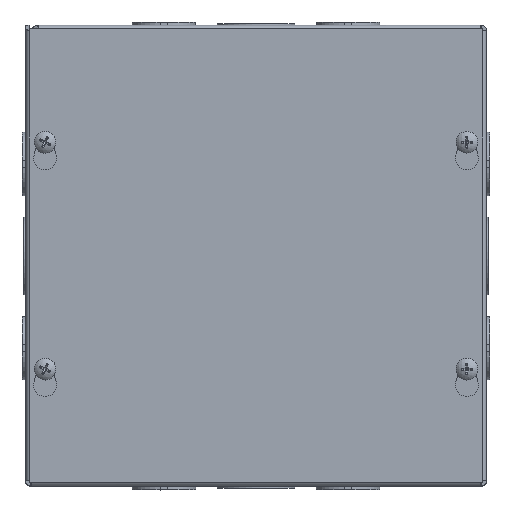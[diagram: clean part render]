
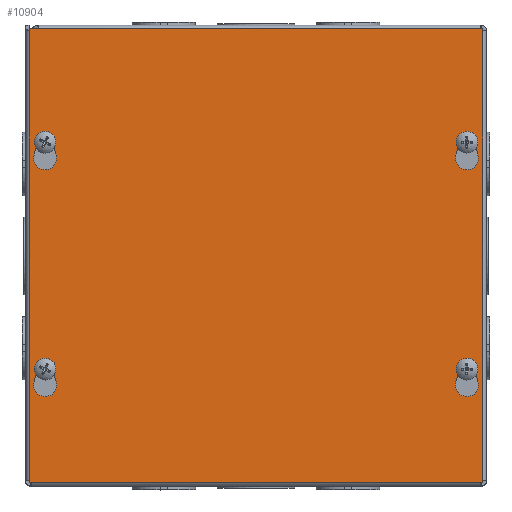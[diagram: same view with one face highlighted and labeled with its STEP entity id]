
A CAD part, top view. The second image highlights one B-rep face of the part: STEP entity #10904.
In plain terms, the highlighted planar face has unit normal (0, 0, 1).
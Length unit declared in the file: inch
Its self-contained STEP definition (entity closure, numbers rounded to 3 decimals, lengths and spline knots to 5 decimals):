
#1162=LINE($,#18366,#2164);
#1166=LINE($,#18376,#2168);
#1169=LINE($,#18384,#2171);
#1173=LINE($,#18396,#2175);
#1178=LINE($,#18414,#2180);
#1182=LINE($,#18424,#2184);
#1185=LINE($,#18432,#2187);
#1189=LINE($,#18444,#2191);
#1191=LINE($,#18452,#2193);
#1195=LINE($,#18460,#2197);
#1198=LINE($,#18466,#2200);
#1201=LINE($,#18471,#2203);
#2164=VECTOR($,#14237,0.26996);
#2168=VECTOR($,#14249,0.26996);
#2171=VECTOR($,#14254,0.26996);
#2175=VECTOR($,#14266,0.26996);
#2180=VECTOR($,#14285,0.26996);
#2184=VECTOR($,#14297,0.26996);
#2187=VECTOR($,#14302,0.26996);
#2191=VECTOR($,#14314,0.26996);
#2193=VECTOR($,#14324,8.);
#2197=VECTOR($,#14330,8.);
#2200=VECTOR($,#14335,8.);
#2203=VECTOR($,#14340,8.);
#2576=PLANE($,#11725);
#2915=FACE_BOUND($,#4205,.T.);
#2916=FACE_BOUND($,#4206,.T.);
#2917=FACE_BOUND($,#4207,.T.);
#2918=FACE_BOUND($,#4208,.T.);
#2919=FACE_BOUND($,#4209,.T.);
#4205=EDGE_LOOP($,(#9530,#9531,#9532,#9533));
#4206=EDGE_LOOP($,(#9534,#9535,#9536,#9537));
#4207=EDGE_LOOP($,(#9538,#9539,#9540,#9541));
#4208=EDGE_LOOP($,(#9542,#9543,#9544,#9545));
#4209=EDGE_LOOP($,(#9546,#9547,#9548,#9549));
#4468=CIRCLE($,#11691,0.203);
#4470=CIRCLE($,#11695,0.125);
#4472=CIRCLE($,#11700,0.125);
#4474=CIRCLE($,#11704,0.203);
#4476=CIRCLE($,#11707,0.203);
#4478=CIRCLE($,#11711,0.125);
#4480=CIRCLE($,#11716,0.125);
#4482=CIRCLE($,#11720,0.203);
#5309=VERTEX_POINT($,#18357);
#5310=VERTEX_POINT($,#18359);
#5312=VERTEX_POINT($,#18365);
#5314=VERTEX_POINT($,#18371);
#5317=VERTEX_POINT($,#18381);
#5318=VERTEX_POINT($,#18383);
#5320=VERTEX_POINT($,#18389);
#5322=VERTEX_POINT($,#18395);
#5325=VERTEX_POINT($,#18405);
#5326=VERTEX_POINT($,#18407);
#5328=VERTEX_POINT($,#18413);
#5330=VERTEX_POINT($,#18419);
#5333=VERTEX_POINT($,#18429);
#5334=VERTEX_POINT($,#18431);
#5336=VERTEX_POINT($,#18437);
#5338=VERTEX_POINT($,#18443);
#5339=VERTEX_POINT($,#18450);
#5340=VERTEX_POINT($,#18451);
#5343=VERTEX_POINT($,#18459);
#5345=VERTEX_POINT($,#18465);
#6641=EDGE_CURVE($,#5310,#5309,#4468,.T.);
#6644=EDGE_CURVE($,#5312,#5310,#1162,.T.);
#6647=EDGE_CURVE($,#5314,#5312,#4470,.T.);
#6650=EDGE_CURVE($,#5309,#5314,#1166,.T.);
#6653=EDGE_CURVE($,#5318,#5317,#1169,.T.);
#6656=EDGE_CURVE($,#5320,#5318,#4472,.T.);
#6659=EDGE_CURVE($,#5322,#5320,#1173,.T.);
#6662=EDGE_CURVE($,#5317,#5322,#4474,.T.);
#6665=EDGE_CURVE($,#5326,#5325,#4476,.T.);
#6668=EDGE_CURVE($,#5328,#5326,#1178,.T.);
#6671=EDGE_CURVE($,#5330,#5328,#4478,.T.);
#6674=EDGE_CURVE($,#5325,#5330,#1182,.T.);
#6677=EDGE_CURVE($,#5334,#5333,#1185,.T.);
#6680=EDGE_CURVE($,#5336,#5334,#4480,.T.);
#6683=EDGE_CURVE($,#5338,#5336,#1189,.T.);
#6686=EDGE_CURVE($,#5333,#5338,#4482,.T.);
#6687=EDGE_CURVE($,#5339,#5340,#1191,.T.);
#6691=EDGE_CURVE($,#5340,#5343,#1195,.T.);
#6694=EDGE_CURVE($,#5343,#5345,#1198,.T.);
#6697=EDGE_CURVE($,#5345,#5339,#1201,.T.);
#9530=ORIENTED_EDGE($,*,*,#6641,.T.);
#9531=ORIENTED_EDGE($,*,*,#6650,.T.);
#9532=ORIENTED_EDGE($,*,*,#6647,.T.);
#9533=ORIENTED_EDGE($,*,*,#6644,.T.);
#9534=ORIENTED_EDGE($,*,*,#6653,.T.);
#9535=ORIENTED_EDGE($,*,*,#6662,.T.);
#9536=ORIENTED_EDGE($,*,*,#6659,.T.);
#9537=ORIENTED_EDGE($,*,*,#6656,.T.);
#9538=ORIENTED_EDGE($,*,*,#6665,.T.);
#9539=ORIENTED_EDGE($,*,*,#6674,.T.);
#9540=ORIENTED_EDGE($,*,*,#6671,.T.);
#9541=ORIENTED_EDGE($,*,*,#6668,.T.);
#9542=ORIENTED_EDGE($,*,*,#6677,.T.);
#9543=ORIENTED_EDGE($,*,*,#6686,.T.);
#9544=ORIENTED_EDGE($,*,*,#6683,.T.);
#9545=ORIENTED_EDGE($,*,*,#6680,.T.);
#9546=ORIENTED_EDGE($,*,*,#6687,.F.);
#9547=ORIENTED_EDGE($,*,*,#6697,.F.);
#9548=ORIENTED_EDGE($,*,*,#6694,.F.);
#9549=ORIENTED_EDGE($,*,*,#6691,.F.);
#10904=ADVANCED_FACE($,(#2915,#2916,#2917,#2918,#2919),#2576,.T.);
#11691=AXIS2_PLACEMENT_3D($,#18360,#14231,#14232);
#11695=AXIS2_PLACEMENT_3D($,#18372,#14243,#14244);
#11700=AXIS2_PLACEMENT_3D($,#18390,#14260,#14261);
#11704=AXIS2_PLACEMENT_3D($,#18400,#14272,#14273);
#11707=AXIS2_PLACEMENT_3D($,#18408,#14279,#14280);
#11711=AXIS2_PLACEMENT_3D($,#18420,#14291,#14292);
#11716=AXIS2_PLACEMENT_3D($,#18438,#14308,#14309);
#11720=AXIS2_PLACEMENT_3D($,#18448,#14320,#14321);
#11725=AXIS2_PLACEMENT_3D($,#18473,#14342,#14343);
#14231=DIRECTION('center_axis',(0.,0.,-1.));
#14232=DIRECTION('ref_axis',(-0.961,0.278,0.));
#14237=DIRECTION($,(0.278,-0.961,0.));
#14243=DIRECTION('center_axis',(0.,0.,-1.));
#14244=DIRECTION('ref_axis',(0.961,0.278,0.));
#14249=DIRECTION($,(0.278,0.961,0.));
#14254=DIRECTION($,(0.278,-0.961,0.));
#14260=DIRECTION('center_axis',(0.,0.,-1.));
#14261=DIRECTION('ref_axis',(0.961,0.278,0.));
#14266=DIRECTION($,(0.278,0.961,0.));
#14272=DIRECTION('center_axis',(0.,0.,-1.));
#14273=DIRECTION('ref_axis',(-0.961,0.278,0.));
#14279=DIRECTION('center_axis',(0.,0.,-1.));
#14280=DIRECTION('ref_axis',(-0.961,0.278,0.));
#14285=DIRECTION($,(0.278,-0.961,0.));
#14291=DIRECTION('center_axis',(0.,0.,-1.));
#14292=DIRECTION('ref_axis',(0.961,0.278,0.));
#14297=DIRECTION($,(0.278,0.961,0.));
#14302=DIRECTION($,(0.278,-0.961,0.));
#14308=DIRECTION('center_axis',(0.,0.,-1.));
#14309=DIRECTION('ref_axis',(0.961,0.278,0.));
#14314=DIRECTION($,(0.278,0.961,0.));
#14320=DIRECTION('center_axis',(0.,0.,-1.));
#14321=DIRECTION('ref_axis',(-0.961,0.278,0.));
#14324=DIRECTION($,(0.,-1.,0.));
#14330=DIRECTION($,(-1.,0.,0.));
#14335=DIRECTION($,(0.,1.,0.));
#14340=DIRECTION($,(1.,0.,0.));
#14342=DIRECTION('center_axis',(0.,0.,1.));
#14343=DIRECTION('ref_axis',(1.,0.,0.));
#18357=CARTESIAN_POINT('',(3.52373,-2.22465,0.062));
#18359=CARTESIAN_POINT('',(3.91377,-2.22465,0.062));
#18360=CARTESIAN_POINT('Origin',(3.71875,-2.281,0.062));
#18365=CARTESIAN_POINT('',(3.83884,-1.9653,0.062));
#18366=CARTESIAN_POINT($,(3.46637,-0.67618,0.062));
#18371=CARTESIAN_POINT('',(3.59866,-1.9653,0.062));
#18372=CARTESIAN_POINT('Origin',(3.71875,-2.,0.062));
#18376=CARTESIAN_POINT($,(3.72207,-1.5382,0.062));
#18381=CARTESIAN_POINT('',(-3.52373,-2.22465,0.062));
#18383=CARTESIAN_POINT('',(-3.59866,-1.9653,0.062));
#18384=CARTESIAN_POINT($,(-3.6846,-1.66787,0.062));
#18389=CARTESIAN_POINT('',(-3.83884,-1.9653,0.062));
#18390=CARTESIAN_POINT('Origin',(-3.71875,-2.,0.062));
#18395=CARTESIAN_POINT('',(-3.91377,-2.22465,0.062));
#18396=CARTESIAN_POINT($,(-3.4289,-0.54651,0.062));
#18400=CARTESIAN_POINT('Origin',(-3.71875,-2.281,0.062));
#18405=CARTESIAN_POINT('',(3.52373,1.77535,0.062));
#18407=CARTESIAN_POINT('',(3.91377,1.77535,0.062));
#18408=CARTESIAN_POINT('Origin',(3.71875,1.719,0.062));
#18413=CARTESIAN_POINT('',(3.83884,2.0347,0.062));
#18414=CARTESIAN_POINT($,(3.99971,1.47792,0.062));
#18419=CARTESIAN_POINT('',(3.59866,2.0347,0.062));
#18420=CARTESIAN_POINT('Origin',(3.71875,2.,0.062));
#18424=CARTESIAN_POINT($,(3.18872,0.61591,0.062));
#18429=CARTESIAN_POINT('',(-3.52373,1.77535,0.062));
#18431=CARTESIAN_POINT('',(-3.59866,2.0347,0.062));
#18432=CARTESIAN_POINT($,(-3.15126,0.48623,0.062));
#18437=CARTESIAN_POINT('',(-3.83884,2.0347,0.062));
#18438=CARTESIAN_POINT('Origin',(-3.71875,2.,0.062));
#18443=CARTESIAN_POINT('',(-3.91377,1.77535,0.062));
#18444=CARTESIAN_POINT($,(-3.96224,1.60759,0.062));
#18448=CARTESIAN_POINT('Origin',(-3.71875,1.719,0.062));
#18450=CARTESIAN_POINT('',(4.,4.,0.062));
#18451=CARTESIAN_POINT('',(4.,-4.,0.062));
#18452=CARTESIAN_POINT($,(4.,4.,0.062));
#18459=CARTESIAN_POINT('',(-4.,-4.,0.062));
#18460=CARTESIAN_POINT($,(4.,-4.,0.062));
#18465=CARTESIAN_POINT('',(-4.,4.,0.062));
#18466=CARTESIAN_POINT($,(-4.,-4.,0.062));
#18471=CARTESIAN_POINT($,(-4.,4.,0.062));
#18473=CARTESIAN_POINT('Origin',(0.,0.,
0.062));
